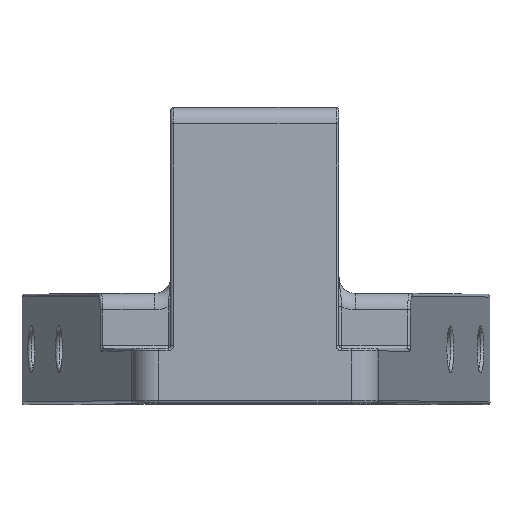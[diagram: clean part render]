
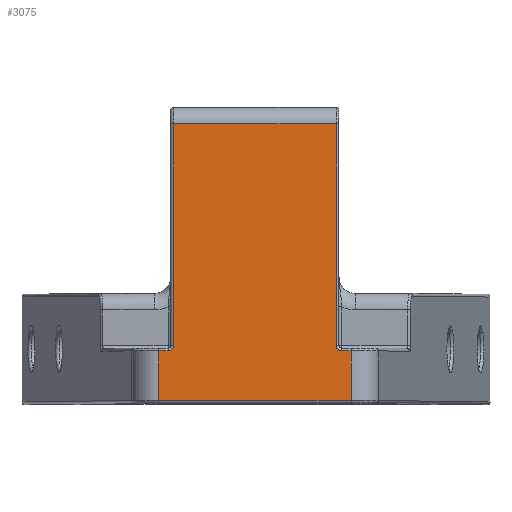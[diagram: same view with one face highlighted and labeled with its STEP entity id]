
A CAD part, top view. The second image highlights one B-rep face of the part: STEP entity #3075.
In plain terms, the highlighted planar face has unit normal (0, 0, 1).
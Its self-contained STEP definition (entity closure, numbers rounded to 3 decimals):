
#92=PLANE('',#3508);
#346=FACE_OUTER_BOUND('',#562,.T.);
#562=EDGE_LOOP('',(#2693,#2694,#2695,#2696,#2697,#2698,#2699,#2700,#2701,
#2702));
#735=LINE('',#5894,#904);
#741=LINE('',#5980,#910);
#742=LINE('',#5984,#911);
#753=LINE('',#6131,#922);
#772=LINE('',#6212,#941);
#784=LINE('',#6278,#953);
#791=LINE('',#6308,#960);
#792=LINE('',#6310,#961);
#904=VECTOR('',#4181,10.);
#910=VECTOR('',#4261,10.);
#911=VECTOR('',#4266,10.);
#922=VECTOR('',#4329,10.);
#941=VECTOR('',#4398,10.);
#953=VECTOR('',#4436,10.);
#960=VECTOR('',#4479,10.);
#961=VECTOR('',#4482,10.);
#1127=CIRCLE('',#3376,1.);
#1152=CIRCLE('',#3415,1.);
#1388=VERTEX_POINT('',#5846);
#1389=VERTEX_POINT('',#5847);
#1395=VERTEX_POINT('',#5890);
#1410=VERTEX_POINT('',#5963);
#1411=VERTEX_POINT('',#5965);
#1413=VERTEX_POINT('',#5973);
#1415=VERTEX_POINT('',#5982);
#1425=VERTEX_POINT('',#6123);
#1427=VERTEX_POINT('',#6129);
#1439=VERTEX_POINT('',#6210);
#1752=EDGE_CURVE('',#1388,#1389,#1127,.T.);
#1764=EDGE_CURVE('',#1389,#1395,#735,.T.);
#1788=EDGE_CURVE('',#1410,#1411,#1152,.T.);
#1796=EDGE_CURVE('',#1413,#1410,#741,.T.);
#1798=EDGE_CURVE('',#1411,#1415,#742,.T.);
#1825=EDGE_CURVE('',#1427,#1425,#753,.T.);
#1856=EDGE_CURVE('',#1439,#1388,#772,.T.);
#1875=EDGE_CURVE('',#1395,#1427,#784,.T.);
#1889=EDGE_CURVE('',#1415,#1439,#791,.T.);
#1890=EDGE_CURVE('',#1425,#1413,#792,.T.);
#2693=ORIENTED_EDGE('',*,*,#1796,.F.);
#2694=ORIENTED_EDGE('',*,*,#1890,.F.);
#2695=ORIENTED_EDGE('',*,*,#1825,.F.);
#2696=ORIENTED_EDGE('',*,*,#1875,.F.);
#2697=ORIENTED_EDGE('',*,*,#1764,.F.);
#2698=ORIENTED_EDGE('',*,*,#1752,.F.);
#2699=ORIENTED_EDGE('',*,*,#1856,.F.);
#2700=ORIENTED_EDGE('',*,*,#1889,.F.);
#2701=ORIENTED_EDGE('',*,*,#1798,.F.);
#2702=ORIENTED_EDGE('',*,*,#1788,.F.);
#3075=ADVANCED_FACE('',(#346),#92,.T.);
#3376=AXIS2_PLACEMENT_3D('',#5848,#4156,#4157);
#3415=AXIS2_PLACEMENT_3D('',#5966,#4241,#4242);
#3508=AXIS2_PLACEMENT_3D('',#6309,#4480,#4481);
#4156=DIRECTION('center_axis',(0.,0.,1.));
#4157=DIRECTION('ref_axis',(-0.707,-0.707,0.));
#4181=DIRECTION('',(1.,0.,0.));
#4241=DIRECTION('center_axis',(0.,0.,1.));
#4242=DIRECTION('ref_axis',(0.707,-0.707,0.));
#4261=DIRECTION('',(1.,0.,0.));
#4266=DIRECTION('',(0.,1.,0.));
#4329=DIRECTION('',(-1.,0.,0.));
#4398=DIRECTION('',(0.,-1.,0.));
#4436=DIRECTION('',(0.,-1.,0.));
#4479=DIRECTION('',(1.,0.,0.));
#4480=DIRECTION('center_axis',(0.,0.,1.));
#4481=DIRECTION('ref_axis',(1.,0.,0.));
#4482=DIRECTION('',(0.,1.,0.));
#5846=CARTESIAN_POINT('',(14.75,45.5,30.));
#5847=CARTESIAN_POINT('',(15.75,44.5,30.));
#5848=CARTESIAN_POINT('Origin',(15.75,45.5,30.));
#5890=CARTESIAN_POINT('',(17.433,44.5,30.));
#5894=CARTESIAN_POINT('',(-10.771,44.5,30.));
#5963=CARTESIAN_POINT('',(-15.75,44.5,30.));
#5965=CARTESIAN_POINT('',(-14.75,45.5,30.));
#5966=CARTESIAN_POINT('Origin',(-15.75,45.5,30.));
#5973=CARTESIAN_POINT('',(-17.42,44.5,30.));
#5980=CARTESIAN_POINT('',(-10.771,44.5,30.));
#5982=CARTESIAN_POINT('',(-14.75,85.65,30.));
#5984=CARTESIAN_POINT('',(-14.75,35.,30.));
#6123=CARTESIAN_POINT('',(-17.42,35.5,30.));
#6129=CARTESIAN_POINT('',(17.433,35.5,30.));
#6131=CARTESIAN_POINT('',(-10.771,35.5,30.));
#6210=CARTESIAN_POINT('',(14.75,85.65,30.));
#6212=CARTESIAN_POINT('',(14.75,35.,30.));
#6278=CARTESIAN_POINT('',(17.433,35.,30.));
#6308=CARTESIAN_POINT('',(-10.871,85.65,30.));
#6309=CARTESIAN_POINT('Origin',(-21.742,35.,30.));
#6310=CARTESIAN_POINT('',(-17.42,35.,30.));
